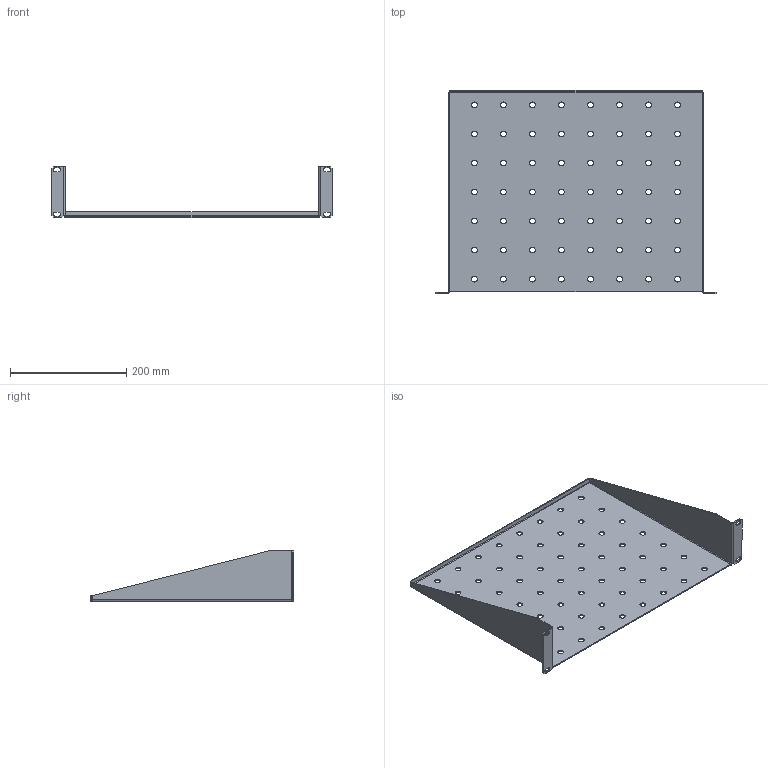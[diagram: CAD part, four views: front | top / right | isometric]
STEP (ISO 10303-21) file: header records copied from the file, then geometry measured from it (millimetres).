
FILE_DESCRIPTION (( 'STEP AP214' ), '1' );
FILE_NAME ('RS05-350P-R_.STEP', '2022-10-13T10:26:55', ( '' ), ( '' ), 'SwSTEP 2.0', 'SolidWorks 2022', '' );
FILE_SCHEMA (( 'AUTOMOTIVE_DESIGN' ));
Length unit declared in the file: millimetre
Products named in the file (1): RS05-350P-R_
Bounding box: 482.6 x 350 x 88 mm (x, y, z)
Volume: 379561.1 mm3; surface area: 387110.8 mm2
Topology: 1 solids, 1 shells, 186 faces, 512 edges, 328 vertices
Faces by surface type: cylinder 134, plane 52
Entity records: 6278 total; most frequent: DIRECTION 1154, CARTESIAN_POINT 1027, ORIENTED_EDGE 1024, EDGE_CURVE 512, AXIS2_PLACEMENT_3D 455, VERTEX_POINT 328, EDGE_LOOP 306, CIRCLE 268
